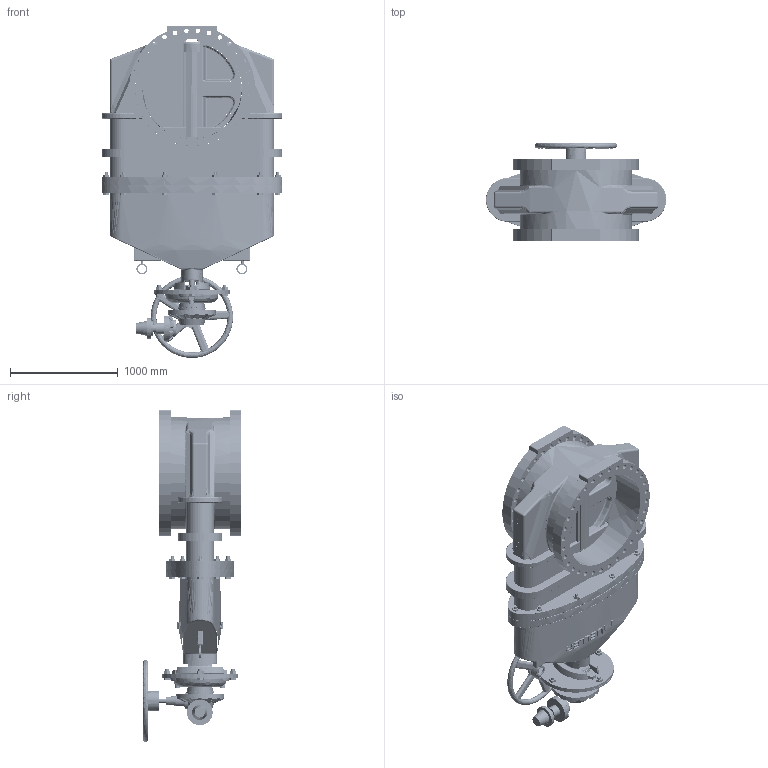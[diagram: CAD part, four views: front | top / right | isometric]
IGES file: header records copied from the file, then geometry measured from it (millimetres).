
Start section: SolidWorks IGES file using analytic representation for surfaces
Global section: file name: A-2361-6_36_H.IGS; native system: SolidWorks 2013; preprocessor: SolidWorks 2013; author: CAD M1; date: 140220.180422; units: millimetre
Bounding box: 1671.92 x 912.69 x 3075.53 mm (x, y, z)
Surface area: 25239916.4 mm2 (no closed solid volume)
Topology: 0 solids, 0 shells, 2188 faces, 49179 edges, 49140 vertices
Faces by surface type: bspline 1254, revolution 934
